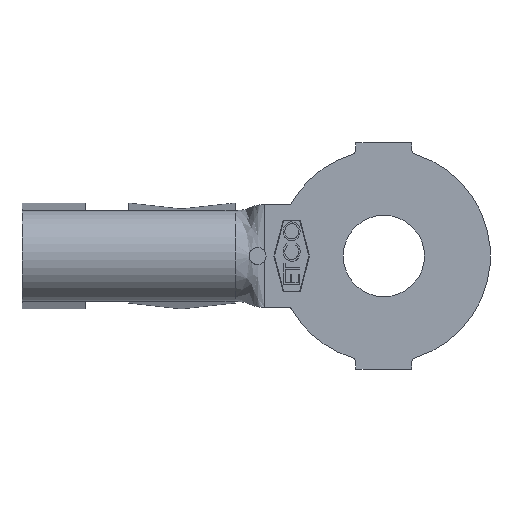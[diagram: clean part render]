
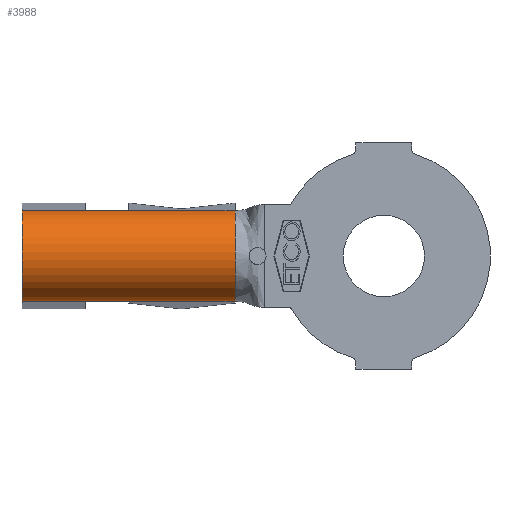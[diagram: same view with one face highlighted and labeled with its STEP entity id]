
A CAD part, front view. The second image highlights one B-rep face of the part: STEP entity #3988.
In plain terms, the highlighted cylindrical face has radius 1.702 mm (diameter 3.404 mm), a partial arc.
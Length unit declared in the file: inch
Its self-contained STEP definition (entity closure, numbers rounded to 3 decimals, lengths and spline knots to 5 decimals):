
#38 = LINE ( 'NONE', #3932, #5074 ) ;
#46 = EDGE_CURVE ( 'NONE', #1529, #1827, #2370, .T. ) ;
#158 = ORIENTED_EDGE ( 'NONE', *, *, #5500, .F. ) ;
#225 = CARTESIAN_POINT ( 'NONE',  ( -0.374, 0.0596, 0.06659 ) ) ;
#360 = CARTESIAN_POINT ( 'NONE',  ( -0.43, 0.0596, 0.06659 ) ) ;
#528 = ORIENTED_EDGE ( 'NONE', *, *, #46, .F. ) ;
#557 = CARTESIAN_POINT ( 'NONE',  ( -0.53, 0.0596, 0.06659 ) ) ;
#613 = VERTEX_POINT ( 'NONE', #5715 ) ;
#685 = AXIS2_PLACEMENT_3D ( 'NONE', #3918, #1003, #4412 ) ;
#948 = VECTOR ( 'NONE', #4095, 39.37008 ) ;
#950 = VERTEX_POINT ( 'NONE', #3142 ) ;
#1003 = DIRECTION ( 'NONE',  ( 1., 0., 0. ) ) ;
#1052 = CIRCLE ( 'NONE', #3542, 0.067 ) ;
#1173 = CARTESIAN_POINT ( 'NONE',  ( -0.437, 0.0596, 0.06659 ) ) ;
#1176 = ORIENTED_EDGE ( 'NONE', *, *, #4985, .F. ) ;
#1451 = VERTEX_POINT ( 'NONE', #6320 ) ;
#1503 = FACE_OUTER_BOUND ( 'NONE', #5834, .T. ) ;
#1529 = VERTEX_POINT ( 'NONE', #557 ) ;
#1723 = CIRCLE ( 'NONE', #685, 0.067 ) ;
#1827 = VERTEX_POINT ( 'NONE', #360 ) ;
#1896 = EDGE_CURVE ( 'NONE', #1529, #5755, #1052, .T. ) ;
#2370 = LINE ( 'NONE', #2479, #2517 ) ;
#2449 = VERTEX_POINT ( 'NONE', #3059 ) ;
#2479 = CARTESIAN_POINT ( 'NONE',  ( -0.53, 0.0596, 0.06659 ) ) ;
#2517 = VECTOR ( 'NONE', #2931, 39.37008 ) ;
#2558 = LINE ( 'NONE', #1173, #948 ) ;
#2760 = EDGE_CURVE ( 'NONE', #5755, #1451, #3567, .T. ) ;
#2815 = AXIS2_PLACEMENT_3D ( 'NONE', #3386, #2847, #3324 ) ;
#2836 = CARTESIAN_POINT ( 'NONE',  ( -0.374, 0.0596, -0.06659 ) ) ;
#2847 = DIRECTION ( 'NONE',  ( 1., 0., 0. ) ) ;
#2912 = CARTESIAN_POINT ( 'NONE',  ( -0.53, 0.067, 0. ) ) ;
#2920 = CARTESIAN_POINT ( 'NONE',  ( -0.53, 0.0596, -0.06659 ) ) ;
#2931 = DIRECTION ( 'NONE',  ( 1., 0., 0. ) ) ;
#2936 = ORIENTED_EDGE ( 'NONE', *, *, #1896, .T. ) ;
#3059 = CARTESIAN_POINT ( 'NONE',  ( -0.381, 0.0596, 0.06659 ) ) ;
#3063 = ORIENTED_EDGE ( 'NONE', *, *, #2760, .T. ) ;
#3104 = VECTOR ( 'NONE', #5719, 39.37008 ) ;
#3142 = CARTESIAN_POINT ( 'NONE',  ( -0.218, 0.0596, 0.06659 ) ) ;
#3166 = EDGE_CURVE ( 'NONE', #613, #4619, #4395, .T. ) ;
#3278 = EDGE_CURVE ( 'NONE', #1451, #613, #38, .T. ) ;
#3324 = DIRECTION ( 'NONE',  ( 0., 0., -1. ) ) ;
#3327 = ORIENTED_EDGE ( 'NONE', *, *, #5338, .F. ) ;
#3346 = CARTESIAN_POINT ( 'NONE',  ( -0.53, 0.0596, -0.06659 ) ) ;
#3386 = CARTESIAN_POINT ( 'NONE',  ( -0.374, 0.067, 0. ) ) ;
#3387 = DIRECTION ( 'NONE',  ( 0., 0., -1. ) ) ;
#3542 = AXIS2_PLACEMENT_3D ( 'NONE', #2912, #6295, #3387 ) ;
#3567 = LINE ( 'NONE', #3346, #4840 ) ;
#3918 = CARTESIAN_POINT ( 'NONE',  ( -0.218, 0.067, 0. ) ) ;
#3932 = CARTESIAN_POINT ( 'NONE',  ( -0.437, 0.0596, -0.06659 ) ) ;
#3942 = CYLINDRICAL_SURFACE ( 'NONE', #2815, 0.067 ) ;
#3988 = ADVANCED_FACE ( 'NONE', ( #1503 ), #3942, .T. ) ;
#4095 = DIRECTION ( 'NONE',  ( 1., 0., 0. ) ) ;
#4395 = LINE ( 'NONE', #2836, #3104 ) ;
#4412 = DIRECTION ( 'NONE',  ( 0., 0., -1. ) ) ;
#4424 = DIRECTION ( 'NONE',  ( 1., 0., 0. ) ) ;
#4619 = VERTEX_POINT ( 'NONE', #4643 ) ;
#4643 = CARTESIAN_POINT ( 'NONE',  ( -0.218, 0.0596, -0.06659 ) ) ;
#4840 = VECTOR ( 'NONE', #5282, 39.37008 ) ;
#4985 = EDGE_CURVE ( 'NONE', #2449, #950, #5971, .T. ) ;
#5074 = VECTOR ( 'NONE', #4424, 39.37008 ) ;
#5282 = DIRECTION ( 'NONE',  ( 1., 0., 0. ) ) ;
#5338 = EDGE_CURVE ( 'NONE', #950, #4619, #1723, .T. ) ;
#5500 = EDGE_CURVE ( 'NONE', #1827, #2449, #2558, .T. ) ;
#5550 = DIRECTION ( 'NONE',  ( 1., 0., 0. ) ) ;
#5715 = CARTESIAN_POINT ( 'NONE',  ( -0.381, 0.0596, -0.06659 ) ) ;
#5719 = DIRECTION ( 'NONE',  ( 1., 0., 0. ) ) ;
#5755 = VERTEX_POINT ( 'NONE', #2920 ) ;
#5813 = VECTOR ( 'NONE', #5550, 39.37008 ) ;
#5815 = ORIENTED_EDGE ( 'NONE', *, *, #3166, .T. ) ;
#5834 = EDGE_LOOP ( 'NONE', ( #3327, #1176, #158, #528, #2936, #3063, #6068, #5815 ) ) ;
#5971 = LINE ( 'NONE', #225, #5813 ) ;
#6068 = ORIENTED_EDGE ( 'NONE', *, *, #3278, .T. ) ;
#6295 = DIRECTION ( 'NONE',  ( 1., 0., 0. ) ) ;
#6320 = CARTESIAN_POINT ( 'NONE',  ( -0.43, 0.0596, -0.06659 ) ) ;
